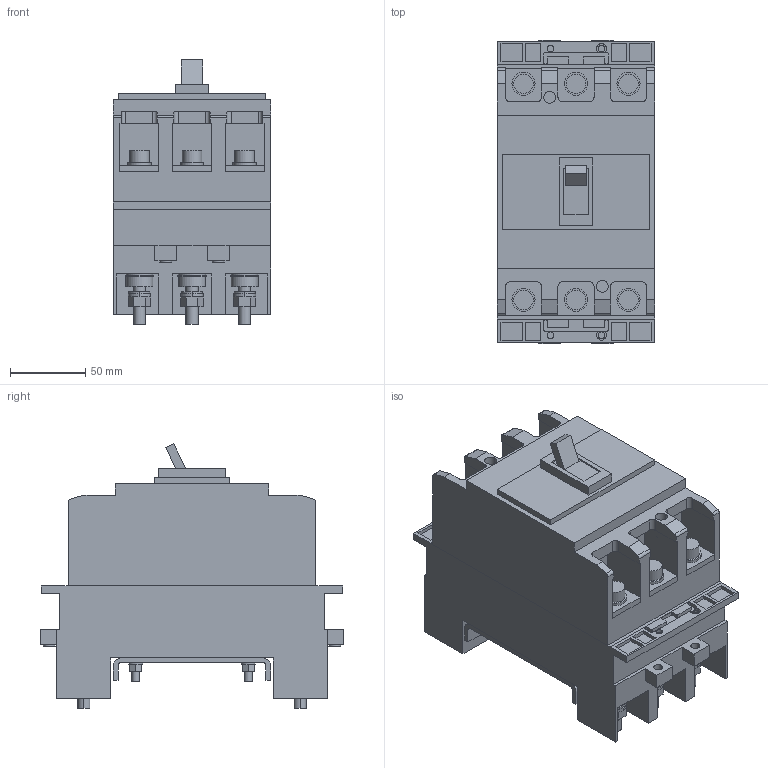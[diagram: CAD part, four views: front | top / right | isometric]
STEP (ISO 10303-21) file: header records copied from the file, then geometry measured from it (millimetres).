
FILE_DESCRIPTION (( 'STEP AP214' ), '1' );
FILE_NAME ('PS250PF3MB.STEP', '2023-03-07T12:50:12', ( 'CAD' ), ( '' ), 'SwSTEP 2.0', 'SolidWorks 2015', '' );
FILE_SCHEMA (( 'AUTOMOTIVE_DESIGN' ));
Length unit declared in the file: millimetre
Products named in the file (1): PS250PF3MB
Bounding box: 105 x 202 x 176.24 mm (x, y, z)
Volume: 2031383.5 mm3; surface area: 283440.1 mm2
Topology: 59 solids, 59 shells, 806 faces, 1950 edges, 1300 vertices
Faces by surface type: plane 480, cylinder 326
Entity records: 28335 total; most frequent: DIRECTION 4216, CARTESIAN_POINT 4057, ORIENTED_EDGE 3900, EDGE_CURVE 1950, AXIS2_PLACEMENT_3D 1459, VERTEX_POINT 1300, LINE 1298, VECTOR 1298
